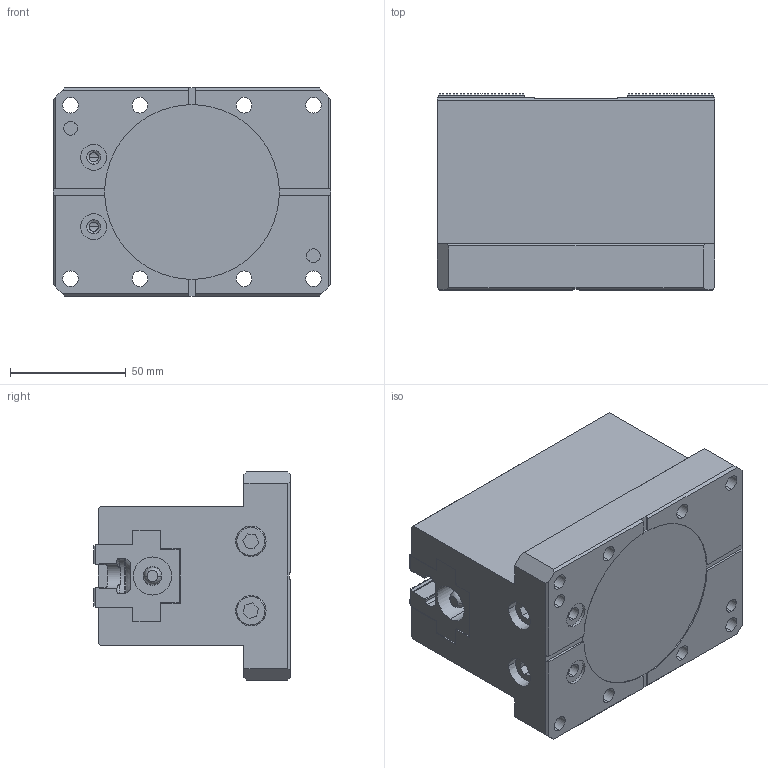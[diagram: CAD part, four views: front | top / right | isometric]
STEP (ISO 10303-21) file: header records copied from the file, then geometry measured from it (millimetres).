
FILE_DESCRIPTION (( 'STEP AP214' ), '1' );
FILE_NAME ('CVH04.STEP', '2011-11-21T08:13:12', ( ' ' ), ( '' ), 'SwSTEP 2.0', 'SolidWorks 2008', '' );
FILE_SCHEMA (( 'AUTOMOTIVE_DESIGN' ));
Length unit declared in the file: millimetre
Products named in the file (4): CVH04-2_蹬怮椔; CVH04-1_蹬怮椔; GM-1-4-19_蹬怮椔; CVH04
Assembly tree (5 placements, depth 2):
  CVH04
    GM-1-4-19_蹬怮椔  x2
    CVH04-1_蹬怮椔  x2
    CVH04-2_蹬怮椔
Bounding box: 120 x 84.85 x 90 mm (x, y, z)
Volume: 631528.5 mm3; surface area: 88781.5 mm2
Topology: 5 solids, 5 shells, 707 faces, 1991 edges, 1306 vertices
Faces by surface type: plane 484, cylinder 177, torus 24, cone 22
Entity records: 13696 total; most frequent: CARTESIAN_POINT 2881, ORIENTED_EDGE 2356, DIRECTION 2077, EDGE_CURVE 1178, LINE 901, VECTOR 901, VERTEX_POINT 770, AXIS2_PLACEMENT_3D 588
